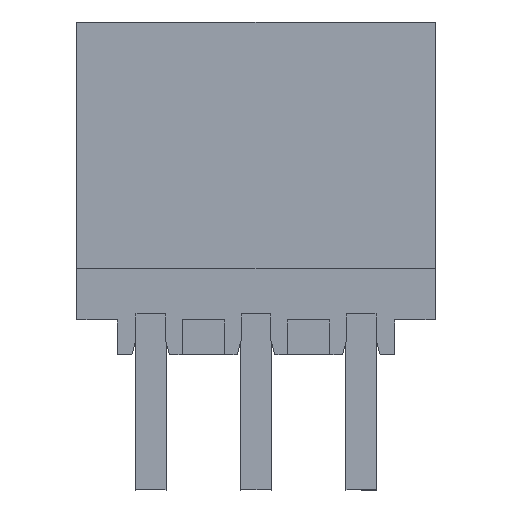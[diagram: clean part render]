
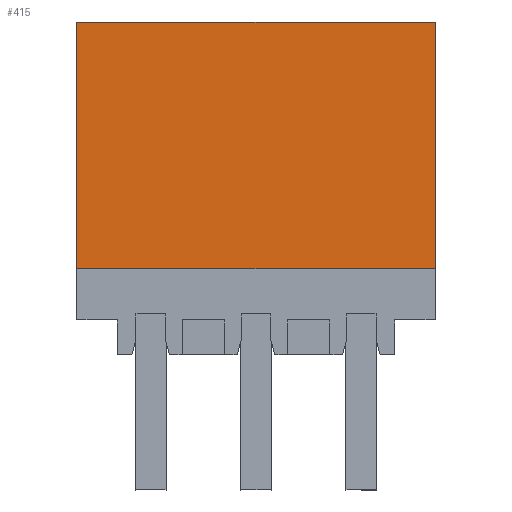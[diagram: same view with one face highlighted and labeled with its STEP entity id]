
A CAD part, front view. The second image highlights one B-rep face of the part: STEP entity #415.
In plain terms, the highlighted planar face has unit normal (0, -1, 0).
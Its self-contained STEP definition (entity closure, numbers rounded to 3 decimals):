
#395=AXIS2_PLACEMENT_3D('Plane Axis2P3D',#392,#393,#394) ;
#49=CARTESIAN_POINT('Vertex',(0.,0.,7.35)) ;
#52=CARTESIAN_POINT('Line Origine',(0.,0.,11.45)) ;
#56=CARTESIAN_POINT('Vertex',(0.,0.,15.55)) ;
#376=CARTESIAN_POINT('Vertex',(11.9,0.,7.35)) ;
#379=CARTESIAN_POINT('Line Origine',(5.95,0.,7.35)) ;
#392=CARTESIAN_POINT('Axis2P3D Location',(-3.5,0.,15.55)) ;
#397=CARTESIAN_POINT('Line Origine',(11.9,0.,11.45)) ;
#401=CARTESIAN_POINT('Vertex',(11.9,0.,15.55)) ;
#404=CARTESIAN_POINT('Line Origine',(5.95,0.,15.55)) ;
#53=DIRECTION('Vector Direction',(0.,0.,-1.)) ;
#380=DIRECTION('Vector Direction',(1.,0.,0.)) ;
#393=DIRECTION('Axis2P3D Direction',(0.,-1.,0.)) ;
#394=DIRECTION('Axis2P3D XDirection',(0.,0.,-1.)) ;
#398=DIRECTION('Vector Direction',(0.,0.,-1.)) ;
#405=DIRECTION('Vector Direction',(1.,0.,0.)) ;
#54=VECTOR('Line Direction',#53,1.) ;
#381=VECTOR('Line Direction',#380,1.) ;
#399=VECTOR('Line Direction',#398,1.) ;
#406=VECTOR('Line Direction',#405,1.) ;
#410=ORIENTED_EDGE('',*,*,#58,.F.) ;
#411=ORIENTED_EDGE('',*,*,#383,.F.) ;
#412=ORIENTED_EDGE('',*,*,#403,.F.) ;
#413=ORIENTED_EDGE('',*,*,#408,.F.) ;
#415=ADVANCED_FACE('HOUSING',(#414),#396,.T.) ;
#58=EDGE_CURVE('',#50,#57,#55,.F.) ;
#383=EDGE_CURVE('',#377,#50,#382,.F.) ;
#403=EDGE_CURVE('',#402,#377,#400,.T.) ;
#408=EDGE_CURVE('',#57,#402,#407,.T.) ;
#409=EDGE_LOOP('',(#410,#411,#412,#413)) ;
#414=FACE_OUTER_BOUND('',#409,.T.) ;
#55=LINE('Line',#52,#54) ;
#382=LINE('Line',#379,#381) ;
#400=LINE('Line',#397,#399) ;
#407=LINE('Line',#404,#406) ;
#396=PLANE('',#395) ;
#50=VERTEX_POINT('',#49) ;
#57=VERTEX_POINT('',#56) ;
#377=VERTEX_POINT('',#376) ;
#402=VERTEX_POINT('',#401) ;
